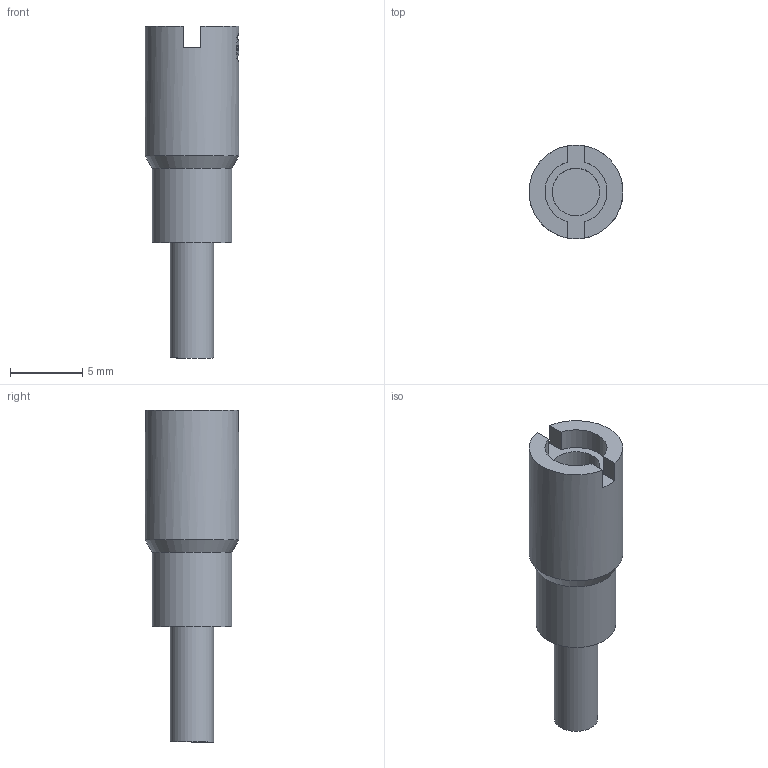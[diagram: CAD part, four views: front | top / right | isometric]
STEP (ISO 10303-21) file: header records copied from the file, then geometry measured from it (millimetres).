
FILE_DESCRIPTION(/* description */ (''),/* implementation_level */ '2;1');
FILE_NAME(/* name */ '100095178ugm000_b.stp',/* time_stamp */ '2019-08-23T15:31:10+02:00',/* author */ (''),/* organization */ (''),/* preprocessor_version */ 'ST-DEVELOPER v16.7',/* originating_system */ 'SIEMENS PLM Software NX 12.0',/* authorisation */ '');
FILE_SCHEMA (('AUTOMOTIVE_DESIGN { 1 0 10303 214 3 1 1 1 }'));
Length unit declared in the file: millimetre
Products named in the file (1): 100095178ugm000_b
Bounding box: 6.5 x 6.49 x 23 mm (x, y, z)
Volume: 699.5 mm3; surface area: 1111.5 mm2
Topology: 2 solids, 2 shells, 137 faces, 447 edges, 416 vertices
Faces by surface type: plane 95, cylinder 38, cone 2, extrusion 2
Full cylindrical faces by diameter (mm): 0.228 x1, 0.269 x1, 2.8 x1, 3 x1, 3.3 x1, 3.5 x1, 5.3 x1, 5.5 x1, 6.3 x1, 6.5 x1
Entity records: 5688 total; most frequent: CARTESIAN_POINT 1494, DIRECTION 794, ORIENTED_EDGE 656, EDGE_CURVE 328, AXIS2_PLACEMENT_3D 269, VECTOR 256, LINE 254, VERTEX_POINT 227
